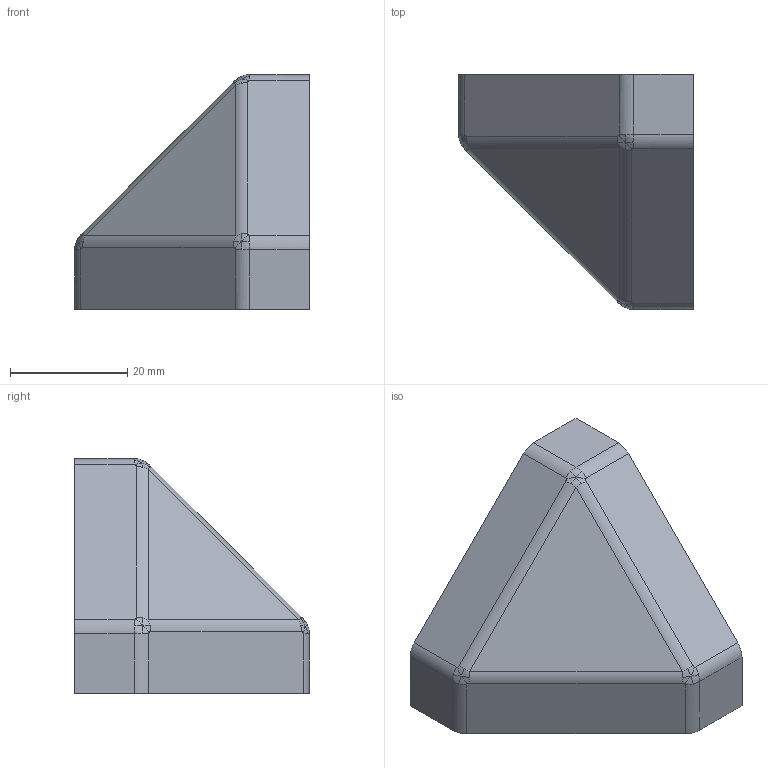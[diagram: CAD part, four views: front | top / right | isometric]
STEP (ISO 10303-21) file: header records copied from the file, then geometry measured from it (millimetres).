
FILE_DESCRIPTION((''),'2;1');
FILE_NAME('SZ0075S-A.stp','2013-08-20T10:25:26',('janine behrens'),(''),'Autodesk Inventor 2012','Autodesk Inventor 2012','');
FILE_SCHEMA(('AUTOMOTIVE_DESIGN { 1 0 10303 214 1 1 1 1 }'));
Length unit declared in the file: millimetre
Products named in the file (1): SZ0075S-A
Bounding box: 40 x 40 x 40 mm (x, y, z)
Volume: 5555.4 mm3; surface area: 6025.3 mm2
Topology: 1 solids, 1 shells, 70 faces, 179 edges, 113 vertices
Faces by surface type: plane 40, bspline 18, cylinder 11, cone 1
Full cylindrical faces by diameter (mm): 2.5 x1, 4.8 x1
Entity records: 2723 total; most frequent: CARTESIAN_POINT 1102, ORIENTED_EDGE 350, DIRECTION 291, EDGE_CURVE 175, VERTEX_POINT 112, VECTOR 105, LINE 105, AXIS2_PLACEMENT_3D 93
